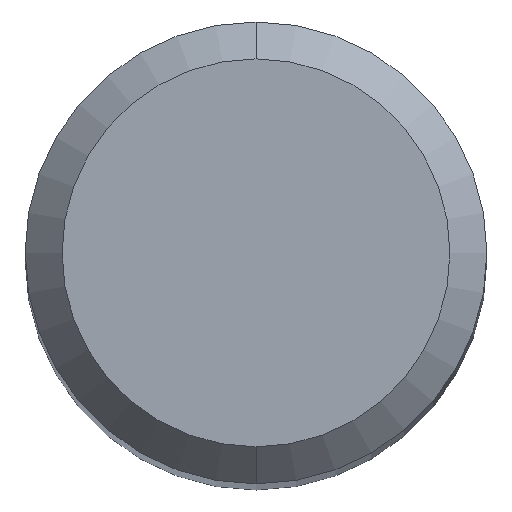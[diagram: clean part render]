
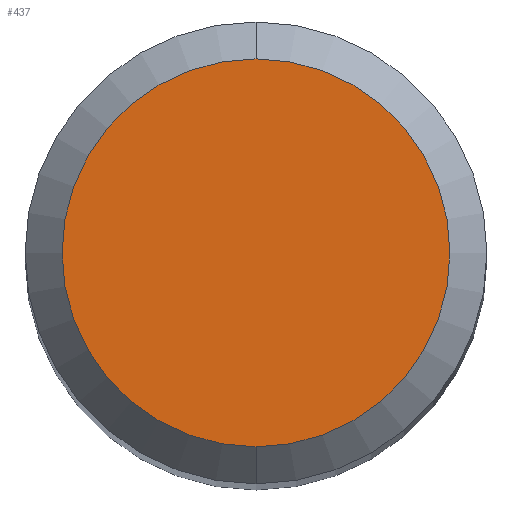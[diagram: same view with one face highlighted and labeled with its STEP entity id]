
A CAD part, top view. The second image highlights one B-rep face of the part: STEP entity #437.
In plain terms, the highlighted planar face has unit normal (0, 0, 1).
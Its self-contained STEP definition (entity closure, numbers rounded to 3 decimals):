
#219=VERTEX_POINT('',#530);
#331=EDGE_CURVE('',#219,#431,#655,.T.);
#355=EDGE_CURVE('',#431,#219,#681,.T.);
#431=VERTEX_POINT('',#764);
#437=ADVANCED_FACE('',(#770),#771,.T.);
#530=CARTESIAN_POINT('',(0.,-2.1,0.0));
#655=CIRCLE('',#1195,2.1);
#681=CIRCLE('',#1228,2.1);
#764=CARTESIAN_POINT('',(0.0,2.1,0.0));
#770=FACE_OUTER_BOUND('',#1378,.T.);
#771=PLANE('',#1379);
#1195=AXIS2_PLACEMENT_3D('',#1646,#1647,#1648);
#1228=AXIS2_PLACEMENT_3D('',#1673,#1674,#1675);
#1378=EDGE_LOOP('',(#1764,#1765));
#1379=AXIS2_PLACEMENT_3D('',#1766,#1767,#1768);
#1646=CARTESIAN_POINT('',(0.0,0.0,0.0));
#1647=DIRECTION('',(0.0,0.0,-1.0));
#1648=DIRECTION('',(0.0,1.0,0.0));
#1673=CARTESIAN_POINT('',(0.0,0.0,0.0));
#1674=DIRECTION('',(0.0,0.0,-1.0));
#1675=DIRECTION('',(0.0,1.0,0.0));
#1764=ORIENTED_EDGE('',*,*,#355,.F.);
#1765=ORIENTED_EDGE('',*,*,#331,.F.);
#1766=CARTESIAN_POINT('',(0.0,1.05,0.0));
#1767=DIRECTION('',(-0.0,0.0,1.0));
#1768=DIRECTION('',(0.0,-1.0,0.0));
